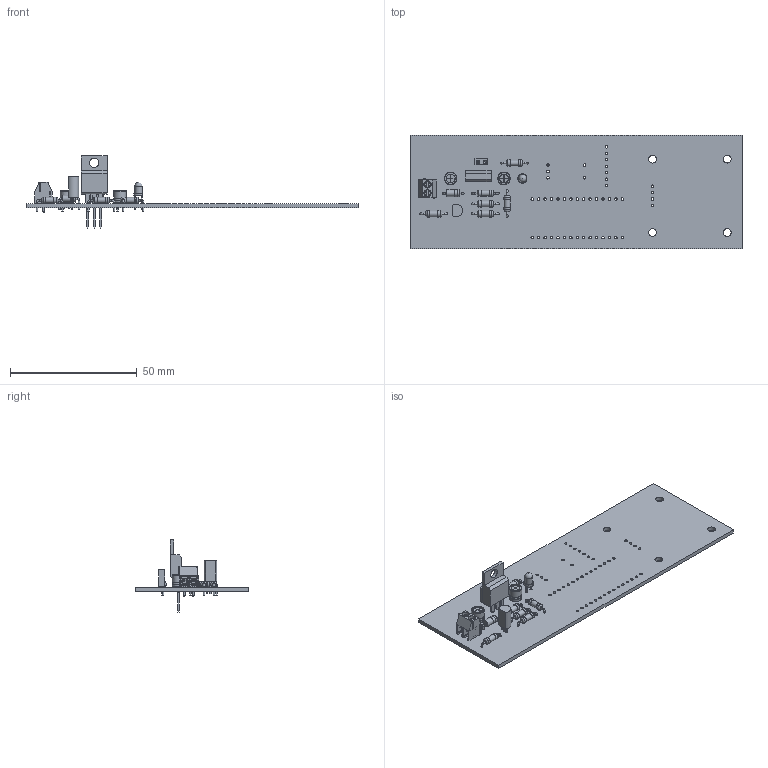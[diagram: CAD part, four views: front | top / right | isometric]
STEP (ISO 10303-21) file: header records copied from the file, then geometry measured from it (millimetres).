
FILE_DESCRIPTION(('KiCad electronic assembly'),'2;1');
FILE_NAME('Heart Sensor.step','2024-08-30T02:50:39',('Pcbnew'),('Kicad') ,'Open CASCADE STEP processor 7.8','KiCad to STEP converter','Unknown' );
FILE_SCHEMA(('AUTOMOTIVE_DESIGN { 1 0 10303 214 1 1 1 1 }'));
Length unit declared in the file: millimetre
Products named in the file (18): Heart Sensor 1; TO-220-3_Vertical; R_Axial_DIN0207_L6.3mm_D2.5mm_P10.16mm_Horizontal; R_Axial_DIN0207_L63mm_D25mm_P1016mm_Horizontal; C_Radial_D5.0mm_H5.0mm_P2.00mm; C_Radial_D50mm_H50mm_P200mm; TO-92L_Inline; TO-92L_Inline_Narrow; D_A-405_P7.62mm_Horizontal; 2445P Screw Terminal Block- 2 Pin, 3.5mm Pitch, Side Entry; 2445P Screw Terminal Block- 2 Pin, 3.5mm Pitch; PinSocket_1x02_P2.54mm_Vertical; PinSocket_1x02_P254mm_Vertical; LED_D3.0mm; Heart Sensor_PCB
Assembly tree (23 placements, depth 3):
  Heart Sensor 1
    TO-220-3_Vertical
      TO-220-3_Vertical
    R_Axial_DIN0207_L6.3mm_D2.5mm_P10.16mm_Horizontal  x6
      R_Axial_DIN0207_L63mm_D25mm_P1016mm_Horizontal
    C_Radial_D5.0mm_H5.0mm_P2.00mm  x2
      C_Radial_D50mm_H50mm_P200mm
    TO-92L_Inline
      TO-92L_Inline_Narrow
    D_A-405_P7.62mm_Horizontal
      D_A-405_P7.62mm_Horizontal
    2445P Screw Terminal Block- 2 Pin, 3.5mm Pitch, Side Entry
      2445P Screw Terminal Block- 2 Pin, 3.5mm Pitch
    PinSocket_1x02_P2.54mm_Vertical
      PinSocket_1x02_P254mm_Vertical
    LED_D3.0mm
      LED_D3.0mm
    Heart Sensor_PCB
Bounding box: 131.06 x 44.7 x 28.52 mm (x, y, z)
Volume: 10626.8 mm3; surface area: 15149.3 mm2
Topology: 19 solids, 21 shells, 636 faces, 1513 edges, 969 vertices
Faces by surface type: plane 394, cylinder 191, torus 38, revolution 4, bspline 4, cone 4, sphere 1
Full cylindrical faces by diameter (mm): 0.4 x4, 0.6 x32, 0.75 x3, 0.8 x12, 0.9 x4, 0.914 x7, 1 x37, 1.001 x4, 1.1 x3, 1.2 x2, 2.25 x6, 2.5 x12, 2.7 x2, 2.72 x1, 3 x1, 3.048 x4, 3.5 x6, 3.735 x1, 5 x4
Entity records: 18698 total; most frequent: CARTESIAN_POINT 2892, DIRECTION 2728, ORIENTED_EDGE 2622, EDGE_CURVE 1311, LINE 942, VECTOR 942, AXIS2_PLACEMENT_3D 892, VERTEX_POINT 846
